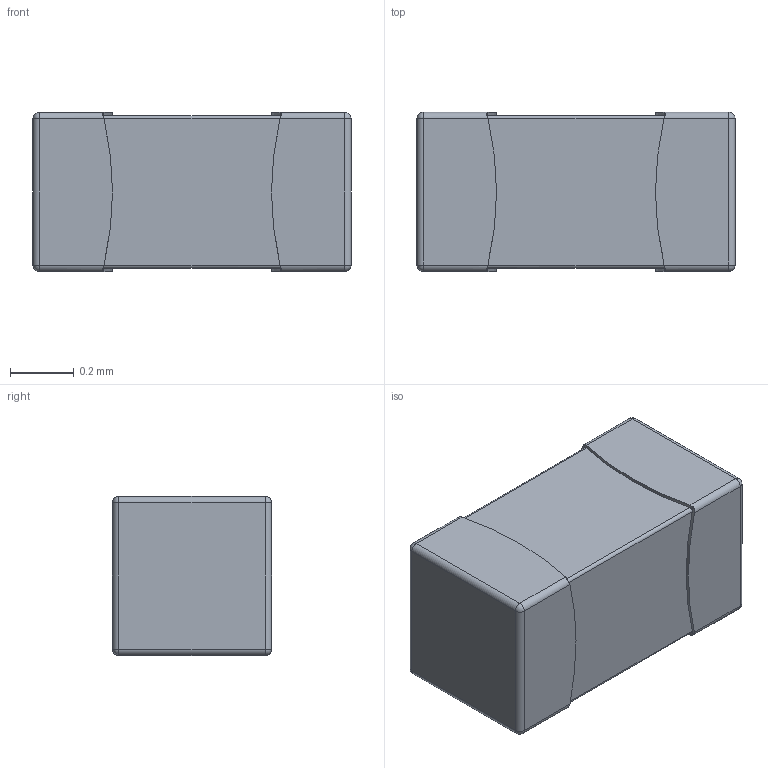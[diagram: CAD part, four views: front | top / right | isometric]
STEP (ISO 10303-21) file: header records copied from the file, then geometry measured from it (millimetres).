
FILE_DESCRIPTION (( 'STEP AP214' ), '1' );
FILE_NAME ('R0402_L1.0-W0.5-H0.5.step', '2022-07-28T08:33:06', ( '' ), ( '' ), 'SwSTEP 2.0', 'SolidWorks 2020', '' );
FILE_SCHEMA (( 'AUTOMOTIVE_DESIGN' ));
Length unit declared in the file: millimetre
Products named in the file (1): R0402_L1.0-W0.5-H0.5
Bounding box: 1 x 0.5 x 0.5 mm (x, y, z)
Volume: 0.2 mm3; surface area: 2.4 mm2
Topology: 1 solids, 1 shells, 306 faces, 815 edges, 522 vertices
Faces by surface type: plane 156, bspline 98, cylinder 44, sphere 8
Entity records: 11097 total; most frequent: CARTESIAN_POINT 3326, ORIENTED_EDGE 1614, DIRECTION 1017, EDGE_CURVE 807, VERTEX_POINT 522, LINE 487, VECTOR 487, EDGE_LOOP 325
